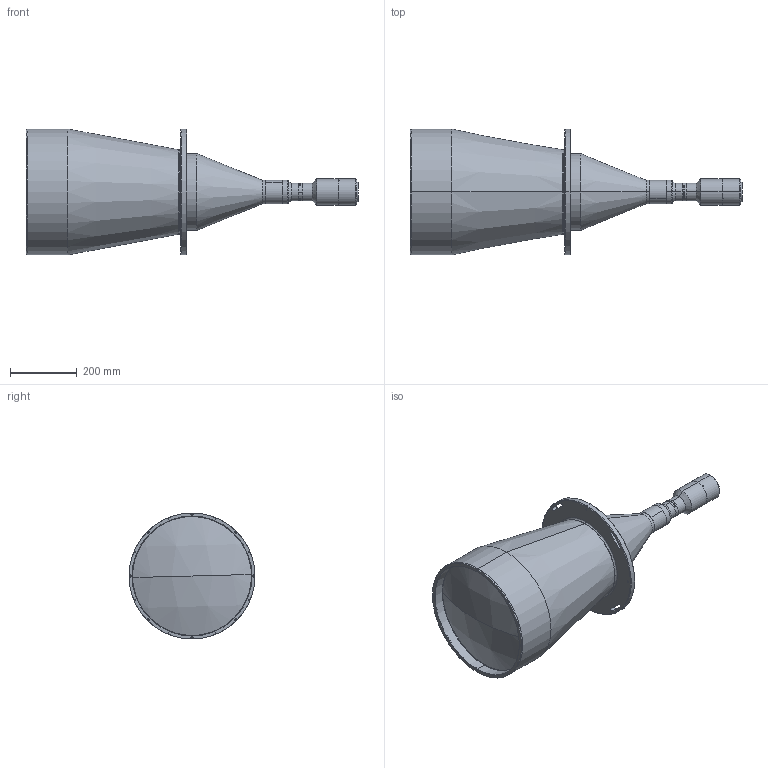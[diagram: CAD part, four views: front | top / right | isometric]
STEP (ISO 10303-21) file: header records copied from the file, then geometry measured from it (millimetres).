
FILE_DESCRIPTION (( 'STEP AP203' ), '1' );
FILE_NAME ('XF-PTL35044-M58-11.48.STEP', '2019-07-20T02:51:22', ( 'puyufan' ), ( '' ), 'SwSTEP 2.0', 'SolidWorks 2014', '' );
FILE_SCHEMA (( 'CONFIG_CONTROL_DESIGN' ));
Length unit declared in the file: millimetre
Products named in the file (1): XF-PTL35044-M58-11.48
Bounding box: 991.52 x 376 x 376 mm (x, y, z)
Surface area: 1030562.7 mm2 (no closed solid volume)
Topology: 0 solids, 45 shells, 232 faces, 1166 edges, 963 vertices
Faces by surface type: cylinder 124, plane 52, cone 38, torus 16, sphere 2
Entity records: 16171 total; most frequent: CARTESIAN_POINT 6882, DIRECTION 1954, ORIENTED_EDGE 1584, EDGE_CURVE 1158, VERTEX_POINT 963, AXIS2_PLACEMENT_3D 761, CIRCLE 528, VECTOR 432
